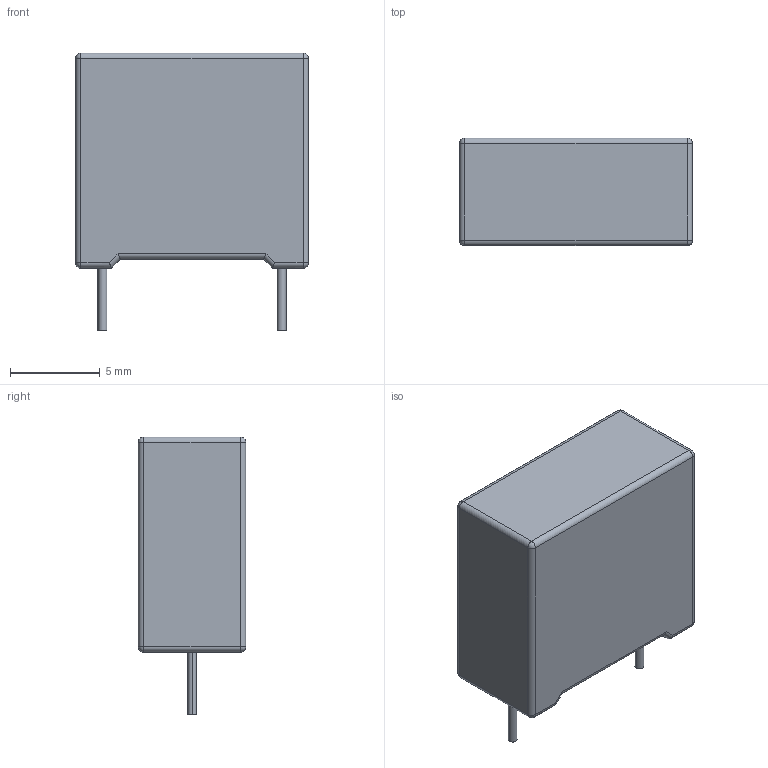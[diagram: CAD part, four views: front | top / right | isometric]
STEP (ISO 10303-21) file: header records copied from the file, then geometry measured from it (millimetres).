
FILE_DESCRIPTION (( 'STEP AP214' ), '1' );
FILE_NAME ('CAP-TH_L13.0-W6.0-H12.0-P10.0.step', '2022-07-01T07:57:24', ( '' ), ( '' ), 'SwSTEP 2.0', 'SolidWorks 2020', '' );
FILE_SCHEMA (( 'AUTOMOTIVE_DESIGN' ));
Length unit declared in the file: millimetre
Products named in the file (1): CAP-TH_L13.0-W6.0-H12.0-P10.0
Bounding box: 13 x 6 x 15.5 mm (x, y, z)
Volume: 872.9 mm3; surface area: 620 mm2
Topology: 1 solids, 1 shells, 282 faces, 745 edges, 478 vertices
Faces by surface type: plane 148, bspline 98, cylinder 28, sphere 8
Entity records: 12201 total; most frequent: CARTESIAN_POINT 2840, ORIENTED_EDGE 1474, DIRECTION 927, EDGE_CURVE 737, LINE 493, VECTOR 493, VERTEX_POINT 478, EDGE_LOOP 303
